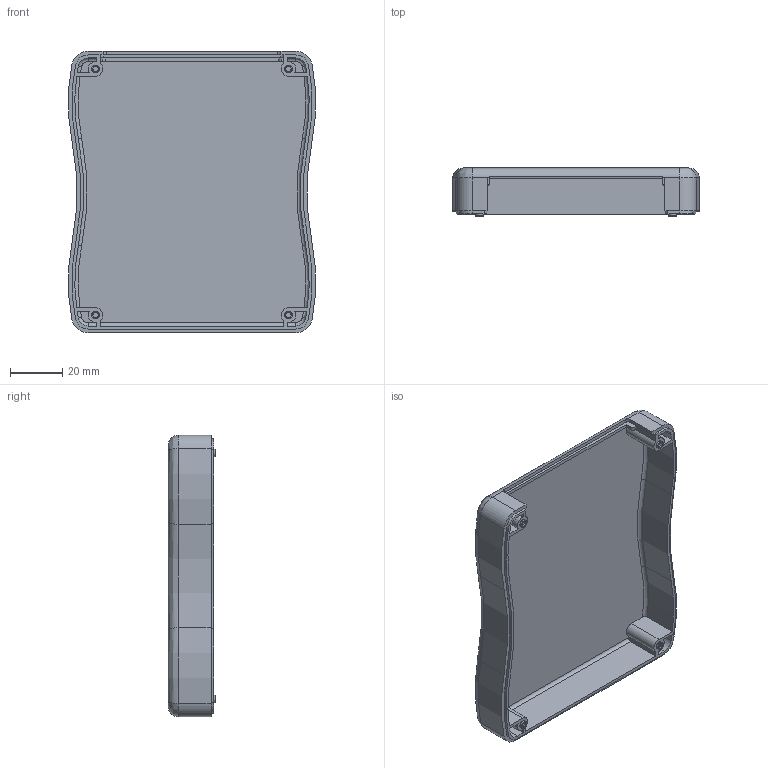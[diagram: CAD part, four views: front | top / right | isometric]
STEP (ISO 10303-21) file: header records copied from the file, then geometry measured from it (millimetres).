
FILE_DESCRIPTION (( 'STEP AP203' ), '1' );
FILE_NAME ('WIG-08632_top.STEP', '2014-12-06T21:27:24', ( '' ), ( '' ), 'SwSTEP 2.0', 'SolidWorks 2014', '' );
FILE_SCHEMA (( 'CONFIG_CONTROL_DESIGN' ));
Length unit declared in the file: inch
Products named in the file (1): WIG-08632_top
Bounding box: 94.18 x 18.16 x 107.31 mm (x, y, z)
Volume: 35786.5 mm3; surface area: 31539.5 mm2
Topology: 1 solids, 1 shells, 183 faces, 466 edges, 302 vertices
Faces by surface type: cylinder 83, plane 65, bspline 35
Entity records: 6619 total; most frequent: CARTESIAN_POINT 2199, ORIENTED_EDGE 932, DIRECTION 890, EDGE_CURVE 466, AXIS2_PLACEMENT_3D 331, VERTEX_POINT 302, VECTOR 228, LINE 228
